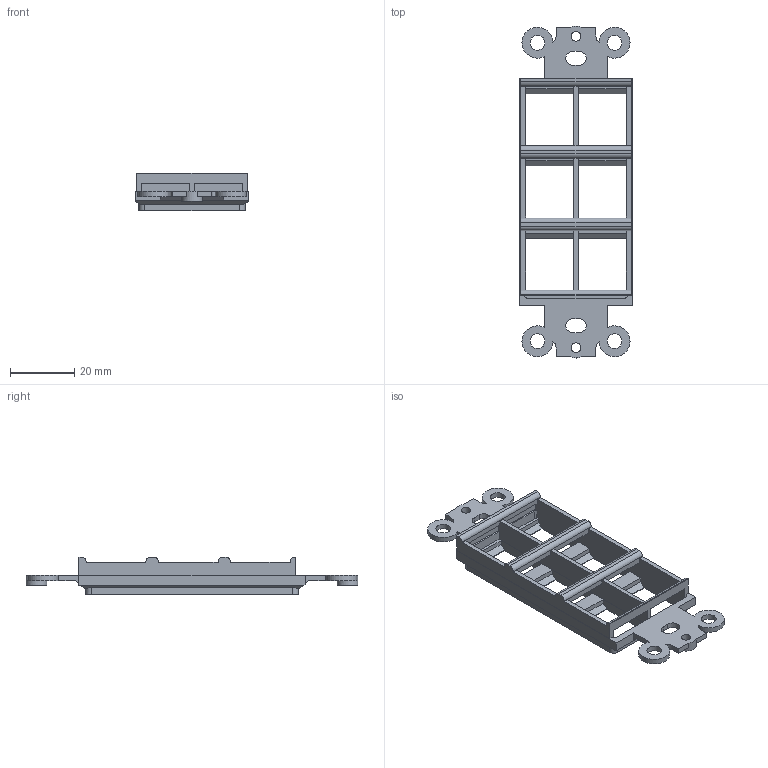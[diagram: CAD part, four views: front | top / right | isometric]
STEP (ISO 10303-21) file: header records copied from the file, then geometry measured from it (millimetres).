
FILE_DESCRIPTION(/* description */ (''),/* implementation_level */ '2;1');
FILE_NAME(/* name */ 'Keystone Jacks v1.step',/* time_stamp */ '2024-11-05T09:56:20-06:00',/* author */ (''),/* organization */ (''),/* preprocessor_version */ 'ST-DEVELOPER v20',/* originating_system */ 'Autodesk Translation Framework v13.14.0.145',/* authorisation */ '');
FILE_SCHEMA (('AUTOMOTIVE_DESIGN { 1 0 10303 214 3 1 1 }'));
Length unit declared in the file: millimetre
Products named in the file (1): Keystone Jacks
Bounding box: 35 x 103.25 x 11.6 mm (x, y, z)
Volume: 7150.4 mm3; surface area: 10093.3 mm2
Topology: 1 solids, 1 shells, 147 faces, 481 edges, 320 vertices
Faces by surface type: plane 111, cylinder 30, bspline 4, cone 2
Full cylindrical faces by diameter (mm): 3 x2, 4.6 x4, 6.45 x2
Entity records: 5329 total; most frequent: CARTESIAN_POINT 985, ORIENTED_EDGE 962, DIRECTION 833, EDGE_CURVE 481, LINE 401, VECTOR 401, VERTEX_POINT 320, AXIS2_PLACEMENT_3D 216
